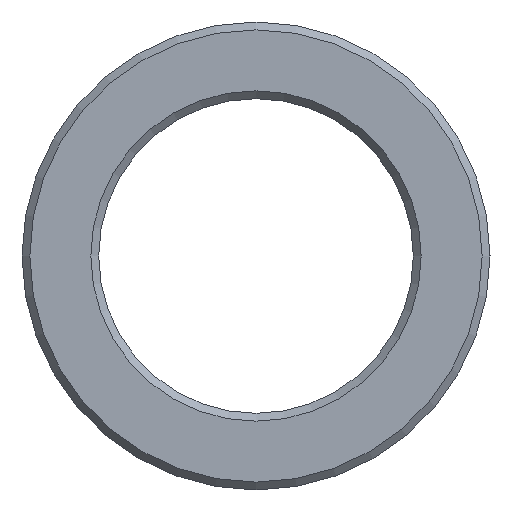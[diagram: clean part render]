
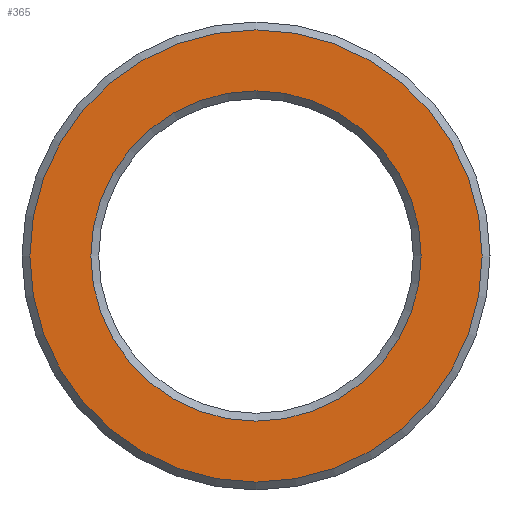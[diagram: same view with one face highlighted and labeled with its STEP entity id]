
A CAD part, left-side view. The second image highlights one B-rep face of the part: STEP entity #365.
In plain terms, the highlighted planar face has unit normal (-1, 0, 0).
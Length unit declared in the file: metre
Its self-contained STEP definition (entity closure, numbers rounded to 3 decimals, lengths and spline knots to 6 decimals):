
#365 = ADVANCED_FACE( '', ( #850, #851 ), #852, .F. );
#850 = FACE_BOUND( '', #1518, .T. );
#851 = FACE_OUTER_BOUND( '', #1519, .T. );
#852 = PLANE( '', #1520 );
#1518 = EDGE_LOOP( '', ( #2207 ) );
#1519 = EDGE_LOOP( '', ( #2208 ) );
#1520 = AXIS2_PLACEMENT_3D( '', #2209, #2210, #2211 );
#2207 = ORIENTED_EDGE( '', *, *, #2879, .T. );
#2208 = ORIENTED_EDGE( '', *, *, #2880, .F. );
#2209 = CARTESIAN_POINT( '', ( 0., 0., 0. ) );
#2210 = DIRECTION( '', ( 1., 0., 0. ) );
#2211 = DIRECTION( '', ( 0., 1., 0. ) );
#2879 = EDGE_CURVE( '', #3255, #3255, #3256, .T. );
#2880 = EDGE_CURVE( '', #3257, #3257, #3258, .T. );
#3255 = VERTEX_POINT( '', #3687 );
#3256 = CIRCLE( '', #3688, 0.0021 );
#3257 = VERTEX_POINT( '', #3689 );
#3258 = CIRCLE( '', #3690, 0.002875 );
#3687 = CARTESIAN_POINT( '', ( 0., 0., -0.0021 ) );
#3688 = AXIS2_PLACEMENT_3D( '', #4150, #4151, #4152 );
#3689 = CARTESIAN_POINT( '', ( 0., 0., -0.002875 ) );
#3690 = AXIS2_PLACEMENT_3D( '', #4153, #4154, #4155 );
#4150 = CARTESIAN_POINT( '', ( 0., 0., 0. ) );
#4151 = DIRECTION( '', ( 1., 0., 0. ) );
#4152 = DIRECTION( '', ( 0., 0., -1. ) );
#4153 = CARTESIAN_POINT( '', ( 0., 0., 0. ) );
#4154 = DIRECTION( '', ( 1., 0., 0. ) );
#4155 = DIRECTION( '', ( 0., 0., -1. ) );
